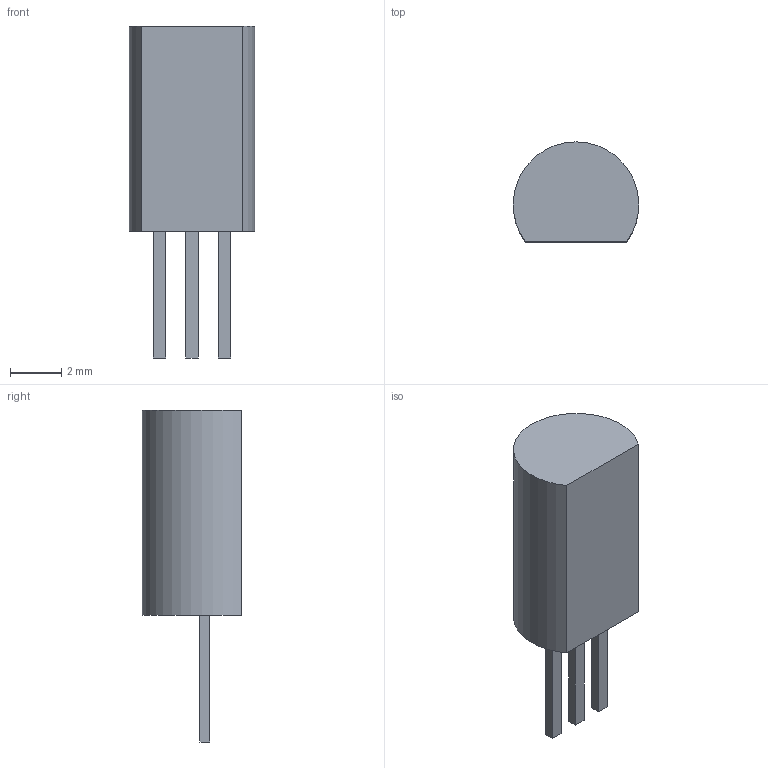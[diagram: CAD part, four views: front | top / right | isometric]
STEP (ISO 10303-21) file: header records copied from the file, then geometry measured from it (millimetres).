
FILE_DESCRIPTION(('FreeCAD Model'),'2;1');
FILE_NAME('TO-92L_Inline_Narrow.step','2017-11-28T22:19:46',('kicad StepUp'),( 'ksu MCAD'),'Open CASCADE STEP processor 6.8','FreeCAD','Unknown');
FILE_SCHEMA(('AUTOMOTIVE_DESIGN_CC2 { 1 2 10303 214 -1 1 5 4 }'));
Length unit declared in the file: millimetre
Products named in the file (1): TO-92L_Inline_Narrow
Bounding box: 4.9 x 3.9 x 12.95 mm (x, y, z)
Volume: 131.5 mm3; surface area: 175.7 mm2
Topology: 1 solids, 1 shells, 19 faces, 42 edges, 28 vertices
Faces by surface type: plane 18, cylinder 1
Entity records: 391 total; most frequent: ORIENTED_EDGE 56, CARTESIAN_POINT 55, EDGE_CURVE 42, LINE 40, VERTEX_POINT 28, AXIS2_PLACEMENT_3D 22, FACE_BOUND 22, EDGE_LOOP 22
